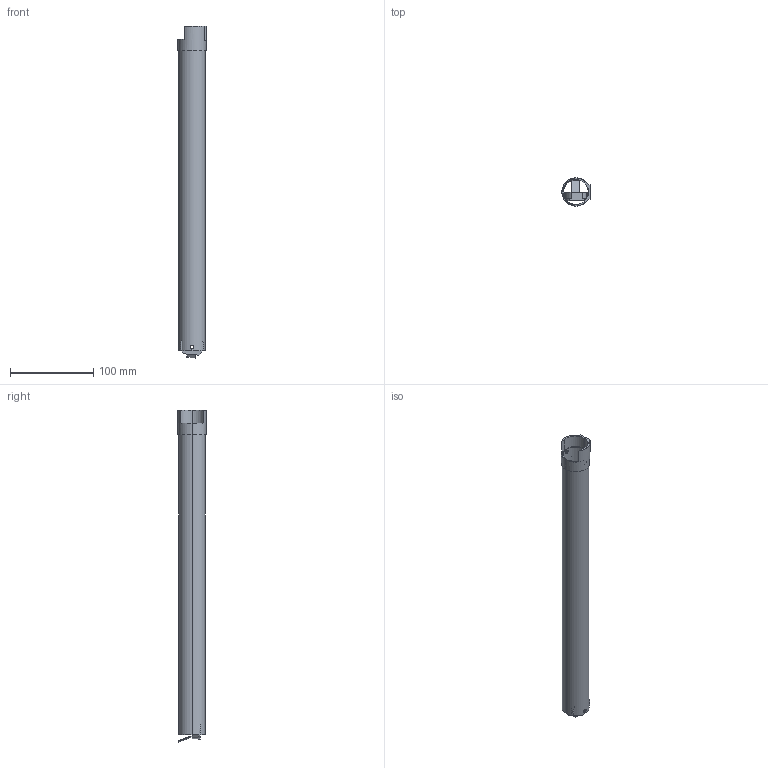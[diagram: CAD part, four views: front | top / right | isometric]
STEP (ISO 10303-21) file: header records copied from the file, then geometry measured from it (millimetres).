
FILE_DESCRIPTION (( 'STEP AP214' ), '1' );
FILE_NAME ('04396-Lock Out Shroud.STEP', '2022-01-06T00:10:55', ( '' ), ( '' ), 'SwSTEP 2.0', 'SolidWorks 2021', '' );
FILE_SCHEMA (( 'AUTOMOTIVE_DESIGN' ));
Length unit declared in the file: millimetre
Products named in the file (4): 04396-Lock Out Shroud; Safety Sleeve Sprung cap; Plastic_tube_sleeve; 04396 SS tube_Default<As Machined>
Assembly tree (3 placements, depth 2):
  04396-Lock Out Shroud
    04396 SS tube_Default<As Machined>
    Safety Sleeve Sprung cap
    Plastic_tube_sleeve
Bounding box: 34.03 x 34 x 399.46 mm (x, y, z)
Volume: 44274.2 mm3; surface area: 81057.3 mm2
Topology: 3 solids, 3 shells, 86 faces, 208 edges, 130 vertices
Faces by surface type: plane 34, cylinder 32, cone 16, sphere 2, bspline 2
Entity records: 3179 total; most frequent: CARTESIAN_POINT 1016, DIRECTION 425, ORIENTED_EDGE 412, EDGE_CURVE 206, AXIS2_PLACEMENT_3D 161, VERTEX_POINT 128, LINE 103, VECTOR 103
